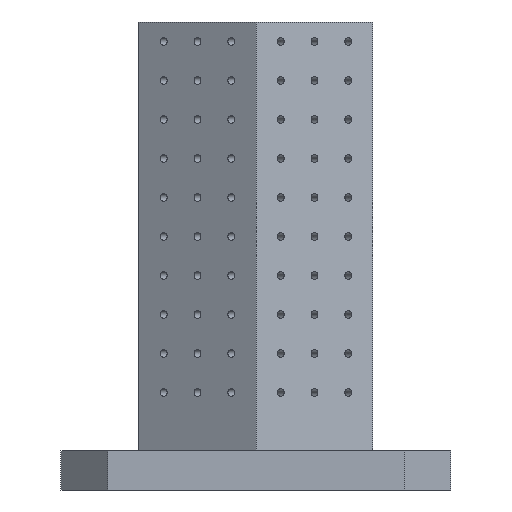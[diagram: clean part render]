
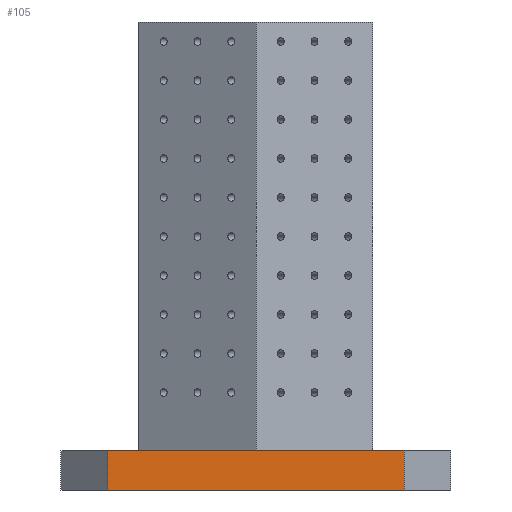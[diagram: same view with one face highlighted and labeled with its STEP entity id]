
A CAD part, left-side view. The second image highlights one B-rep face of the part: STEP entity #105.
In plain terms, the highlighted planar face has unit normal (-1, 0, 0).
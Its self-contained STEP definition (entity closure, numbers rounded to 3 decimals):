
#105 = ADVANCED_FACE( '', ( #738 ), #739, .F. );
#738 = FACE_OUTER_BOUND( '', #1901, .T. );
#739 = PLANE( '', #1902 );
#1901 = EDGE_LOOP( '', ( #3593, #3594, #3595, #3596 ) );
#1902 = AXIS2_PLACEMENT_3D( '', #3597, #3598, #3599 );
#3593 = ORIENTED_EDGE( '', *, *, #6154, .F. );
#3594 = ORIENTED_EDGE( '', *, *, #6318, .T. );
#3595 = ORIENTED_EDGE( '', *, *, #5935, .T. );
#3596 = ORIENTED_EDGE( '', *, *, #5611, .T. );
#3597 = CARTESIAN_POINT( '', ( -250., 250., 50. ) );
#3598 = DIRECTION( '', ( 1., 0., 0. ) );
#3599 = DIRECTION( '', ( 0., 1., 0. ) );
#5611 = EDGE_CURVE( '', #6565, #6562, #6566, .T. );
#5935 = EDGE_CURVE( '', #7195, #6565, #7196, .T. );
#6154 = EDGE_CURVE( '', #7612, #6562, #7614, .T. );
#6318 = EDGE_CURVE( '', #7612, #7195, #7933, .T. );
#6562 = VERTEX_POINT( '', #8208 );
#6565 = VERTEX_POINT( '', #8212 );
#6566 = LINE( '', #8213, #8214 );
#7195 = VERTEX_POINT( '', #8988 );
#7196 = LINE( '', #8989, #8990 );
#7612 = VERTEX_POINT( '', #9505 );
#7614 = LINE( '', #9508, #9509 );
#7933 = LINE( '', #9843, #9844 );
#8208 = CARTESIAN_POINT( '', ( -250., -190., 50. ) );
#8212 = CARTESIAN_POINT( '', ( -250., -190., 0. ) );
#8213 = CARTESIAN_POINT( '', ( -250., -190., 50. ) );
#8214 = VECTOR( '', #11829, 1000. );
#8988 = CARTESIAN_POINT( '', ( -250., 190., 0. ) );
#8989 = CARTESIAN_POINT( '', ( -250., 250., 0. ) );
#8990 = VECTOR( '', #12506, 1000. );
#9505 = CARTESIAN_POINT( '', ( -250., 190., 50. ) );
#9508 = CARTESIAN_POINT( '', ( -250., 250., 50. ) );
#9509 = VECTOR( '', #12961, 1000. );
#9843 = CARTESIAN_POINT( '', ( -250., 190., 50. ) );
#9844 = VECTOR( '', #13421, 1000. );
#11829 = DIRECTION( '', ( 0., 0., 1. ) );
#12506 = DIRECTION( '', ( 0., -1., 0. ) );
#12961 = DIRECTION( '', ( 0., -1., 0. ) );
#13421 = DIRECTION( '', ( 0., 0., -1. ) );
